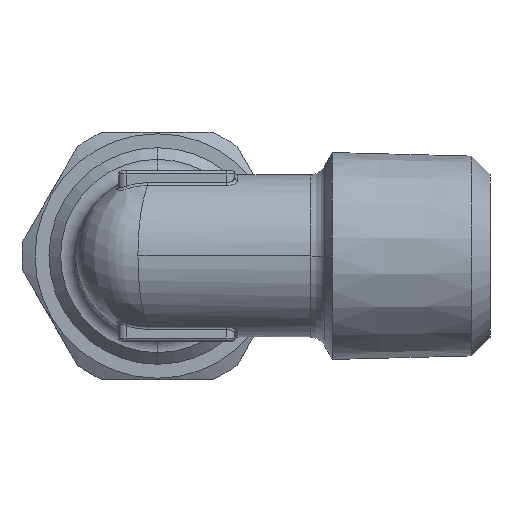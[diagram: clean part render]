
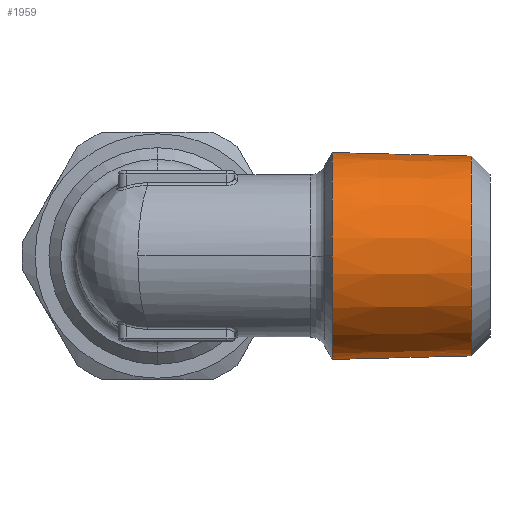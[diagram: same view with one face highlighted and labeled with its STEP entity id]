
A CAD part, left-side view. The second image highlights one B-rep face of the part: STEP entity #1959.
In plain terms, the highlighted conical face has half-angle 1.47 degrees and reference radius 6.707 mm.
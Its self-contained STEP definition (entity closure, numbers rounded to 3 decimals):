
#43 = CARTESIAN_POINT ( 'NONE',  ( 0., -20.3, 6.455 ) ) ;
#45 = CARTESIAN_POINT ( 'NONE',  ( 0., -11.319, -6.686 ) ) ;
#145 = CARTESIAN_POINT ( 'NONE',  ( 0., -11.319, 0. ) ) ;
#214 = DIRECTION ( 'NONE',  ( 0., -1., 0. ) ) ;
#237 = CARTESIAN_POINT ( 'NONE',  ( 0., -10.5, -6.707 ) ) ;
#240 = CARTESIAN_POINT ( 'NONE',  ( 0., -20.3, -6.455 ) ) ;
#244 = CARTESIAN_POINT ( 'NONE',  ( -6.686, -11.319, 0. ) ) ;
#246 = DIRECTION ( 'NONE',  ( 0., 1., -0.026 ) ) ;
#248 = DIRECTION ( 'NONE',  ( 0., 0., 1. ) ) ;
#250 = CARTESIAN_POINT ( 'NONE',  ( 0., -11.319, 6.686 ) ) ;
#608 = DIRECTION ( 'NONE',  ( 0., 1., 0.026 ) ) ;
#614 = CARTESIAN_POINT ( 'NONE',  ( 0., -10.5, 6.707 ) ) ;
#1261 = EDGE_LOOP ( 'NONE', ( #4507, #4538, #4668, #4512, #4486 ) ) ;
#1420 = VECTOR ( 'NONE', #608, 1000. ) ;
#1462 = AXIS2_PLACEMENT_3D ( 'NONE', #1845, #1722, #1764 ) ;
#1527 = CIRCLE ( 'NONE', #1616, 6.686 ) ;
#1544 = CIRCLE ( 'NONE', #1462, 6.455 ) ;
#1616 = AXIS2_PLACEMENT_3D ( 'NONE', #4367, #4366, #4363 ) ;
#1722 = DIRECTION ( 'NONE',  ( 0., -1., 0. ) ) ;
#1764 = DIRECTION ( 'NONE',  ( 0., 0., -1. ) ) ;
#1845 = CARTESIAN_POINT ( 'NONE',  ( 0., -20.3, 0. ) ) ;
#1959 = ADVANCED_FACE ( 'NONE', ( #5104 ), #2899, .T. ) ;
#2856 = CIRCLE ( 'NONE', #2905, 6.686 ) ;
#2899 = CONICAL_SURFACE ( 'NONE', #2901, 6.707, 0.026 ) ;
#2901 = AXIS2_PLACEMENT_3D ( 'NONE', #3696, #3672, #3635 ) ;
#2905 = AXIS2_PLACEMENT_3D ( 'NONE', #145, #214, #248 ) ;
#3635 = DIRECTION ( 'NONE',  ( 0., 0., 1. ) ) ;
#3672 = DIRECTION ( 'NONE',  ( 0., 1., 0. ) ) ;
#3696 = CARTESIAN_POINT ( 'NONE',  ( 0., -10.5, 0. ) ) ;
#3793 = VECTOR ( 'NONE', #246, 1000. ) ;
#4363 = DIRECTION ( 'NONE',  ( 0., 0., 1. ) ) ;
#4366 = DIRECTION ( 'NONE',  ( 0., -1., 0. ) ) ;
#4367 = CARTESIAN_POINT ( 'NONE',  ( 0., -11.319, 0. ) ) ;
#4486 = ORIENTED_EDGE ( 'NONE', *, *, #5184, .T. ) ;
#4491 = VERTEX_POINT ( 'NONE', #250 ) ;
#4507 = ORIENTED_EDGE ( 'NONE', *, *, #5210, .F. ) ;
#4512 = ORIENTED_EDGE ( 'NONE', *, *, #5438, .T. ) ;
#4538 = ORIENTED_EDGE ( 'NONE', *, *, #5389, .F. ) ;
#4594 = VERTEX_POINT ( 'NONE', #45 ) ;
#4596 = VERTEX_POINT ( 'NONE', #43 ) ;
#4668 = ORIENTED_EDGE ( 'NONE', *, *, #5552, .T. ) ;
#4697 = VERTEX_POINT ( 'NONE', #244 ) ;
#4710 = VERTEX_POINT ( 'NONE', #240 ) ;
#4806 = LINE ( 'NONE', #614, #1420 ) ;
#5104 = FACE_OUTER_BOUND ( 'NONE', #1261, .T. ) ;
#5159 = LINE ( 'NONE', #237, #3793 ) ;
#5184 = EDGE_CURVE ( 'NONE', #4697, #4594, #2856, .T. ) ;
#5210 = EDGE_CURVE ( 'NONE', #4710, #4594, #5159, .T. ) ;
#5389 = EDGE_CURVE ( 'NONE', #4596, #4710, #1544, .T. ) ;
#5438 = EDGE_CURVE ( 'NONE', #4491, #4697, #1527, .T. ) ;
#5552 = EDGE_CURVE ( 'NONE', #4596, #4491, #4806, .T. ) ;
